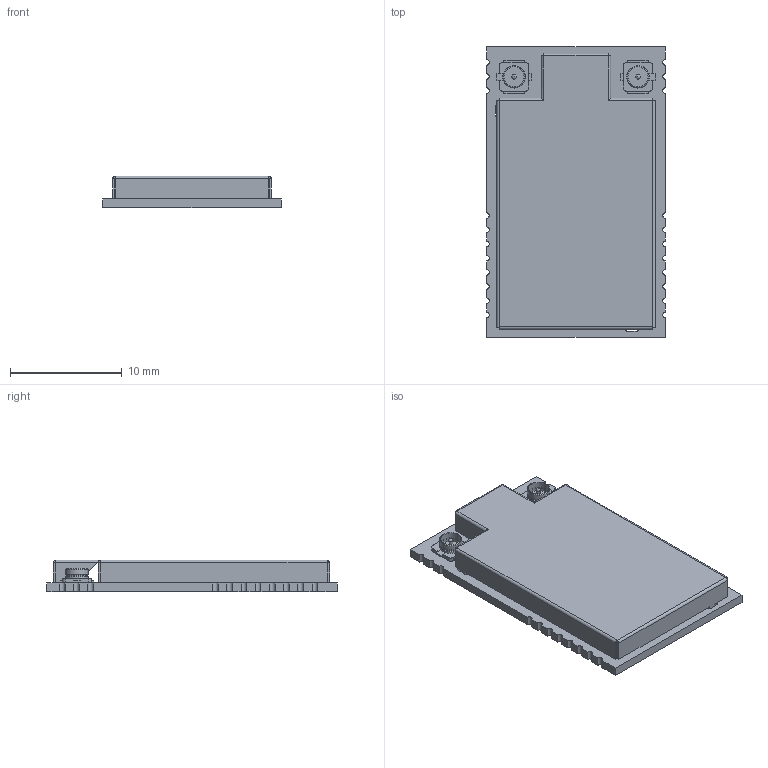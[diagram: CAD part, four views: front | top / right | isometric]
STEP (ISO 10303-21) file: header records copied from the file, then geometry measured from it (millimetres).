
FILE_DESCRIPTION(('KiCad electronic assembly'),'2;1');
FILE_NAME('10702-V1.0.step','2024-10-25T14:25:43',('Pcbnew'),('Kicad'), 'Open CASCADE STEP processor 7.7','KiCad to STEP converter','Unknown' );
FILE_SCHEMA(('AUTOMOTIVE_DESIGN { 1 0 10303 214 1 1 1 1 }'));
Length unit declared in the file: millimetre
Products named in the file (14): 10702-V1.0 1; C_0402_1005Metric; L_0805_2012Metric; C_0201_0603Metric; Crystal_SMD_MicroCrystal_CC8V-T1A-2Pin_2.0x1.2mm; MicroCrystal_CC8V_T1A; U.FL_Hirose_U.FL-R-SMT-1_Vertical; PBZ-181; _autosave-10702-V1.0_PCB
Assembly tree (49 placements, depth 3):
  10702-V1.0 1
    C_0402_1005Metric  x31
      C_0402_1005Metric
    L_0805_2012Metric
      L_0805_2012Metric
    C_0201_0603Metric  x6
      C_0201_0603Metric
    Crystal_SMD_MicroCrystal_CC8V-T1A-2Pin_2.0x1.2mm
      MicroCrystal_CC8V_T1A
    U.FL_Hirose_U.FL-R-SMT-1_Vertical  x2
      U.FL_Hirose_U.FL-R-SMT-1_Vertical
    PBZ-181
      PBZ-181
    _autosave-10702-V1.0_PCB
Bounding box: 16 x 26 x 2.85 mm (x, y, z)
Volume: 437.1 mm3; surface area: 1976.5 mm2
Topology: 43 solids, 43 shells, 1325 faces, 3397 edges, 2242 vertices
Faces by surface type: plane 770, cylinder 531, bspline 16, cone 6, sphere 2
Full cylindrical faces by diameter (mm): 0.4 x2, 1.8 x2, 1.92 x2, 2 x4
Entity records: 10924 total; most frequent: CARTESIAN_POINT 2044, DIRECTION 1575, ORIENTED_EDGE 1518, EDGE_CURVE 759, LINE 545, VECTOR 545, AXIS2_PLACEMENT_3D 515, VERTEX_POINT 488
